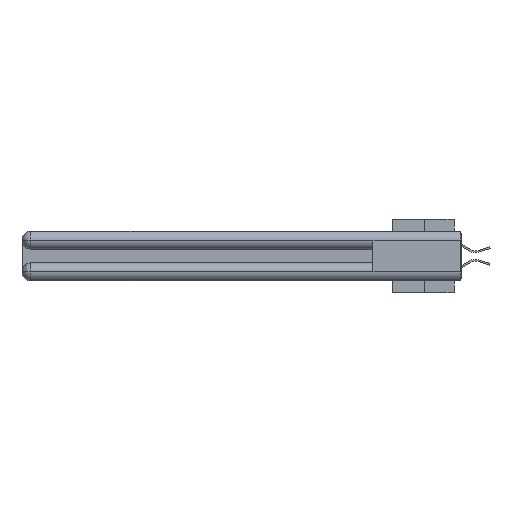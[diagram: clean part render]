
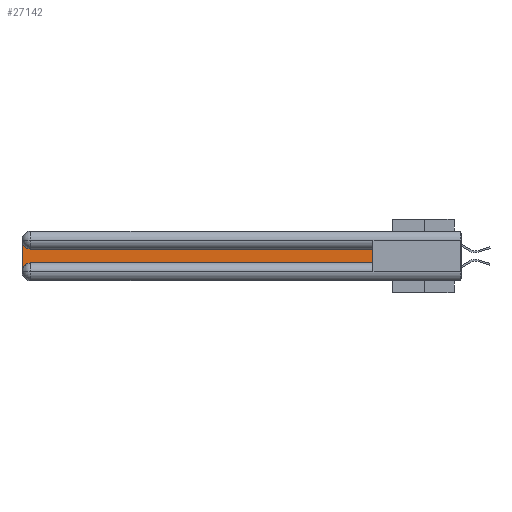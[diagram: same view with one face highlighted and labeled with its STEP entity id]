
A CAD part, left-side view. The second image highlights one B-rep face of the part: STEP entity #27142.
In plain terms, the highlighted planar face has unit normal (-1, 0, 0).
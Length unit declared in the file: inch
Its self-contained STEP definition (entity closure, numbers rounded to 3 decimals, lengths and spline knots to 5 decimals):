
#583 = VERTEX_POINT ( 'NONE', #26675 ) ;
#1322 = CARTESIAN_POINT ( 'NONE',  ( 0.075, 3., -0.0625 ) ) ;
#1942 = ORIENTED_EDGE ( 'NONE', *, *, #33001, .T. ) ;
#1988 = LINE ( 'NONE', #4514, #31092 ) ;
#3642 = CARTESIAN_POINT ( 'NONE',  ( 0.075, 2.94, -0.0625 ) ) ;
#3689 = LINE ( 'NONE', #8569, #17413 ) ;
#4155 = DIRECTION ( 'NONE',  ( 1., 0., 0. ) ) ;
#4279 = CARTESIAN_POINT ( 'NONE',  ( 0.075, 0.6, -0.2175 ) ) ;
#4311 = EDGE_CURVE ( 'NONE', #7799, #9507, #19192, .T. ) ;
#4514 = CARTESIAN_POINT ( 'NONE',  ( 0.075, 0.6, -0.2175 ) ) ;
#4874 = CIRCLE ( 'NONE', #16141, 0.06 ) ;
#5333 = CIRCLE ( 'NONE', #19287, 0.06 ) ;
#6581 = VECTOR ( 'NONE', #14188, 39.37008 ) ;
#7353 = PLANE ( 'NONE',  #28515 ) ;
#7799 = VERTEX_POINT ( 'NONE', #1322 ) ;
#8569 = CARTESIAN_POINT ( 'NONE',  ( 0.075, 0.6, -0.2175 ) ) ;
#8642 = ORIENTED_EDGE ( 'NONE', *, *, #16516, .T. ) ;
#9213 = ORIENTED_EDGE ( 'NONE', *, *, #4311, .T. ) ;
#9507 = VERTEX_POINT ( 'NONE', #30279 ) ;
#9536 = CARTESIAN_POINT ( 'NONE',  ( 0.075, 2.94, -0.2775 ) ) ;
#10050 = DIRECTION ( 'NONE',  ( 1., 0., 0. ) ) ;
#11052 = EDGE_LOOP ( 'NONE', ( #12925, #19065, #9213, #8642, #13341, #1942 ) ) ;
#12220 = FACE_OUTER_BOUND ( 'NONE', #11052, .T. ) ;
#12282 = VERTEX_POINT ( 'NONE', #4279 ) ;
#12375 = DIRECTION ( 'NONE',  ( 0., 0., -1. ) ) ;
#12668 = VECTOR ( 'NONE', #16660, 39.37008 ) ;
#12925 = ORIENTED_EDGE ( 'NONE', *, *, #25419, .T. ) ;
#13341 = ORIENTED_EDGE ( 'NONE', *, *, #14696, .T. ) ;
#13554 = DIRECTION ( 'NONE',  ( 0., 0., -1. ) ) ;
#14188 = DIRECTION ( 'NONE',  ( 0., 1., 0. ) ) ;
#14424 = DIRECTION ( 'NONE',  ( 0., -1., 0. ) ) ;
#14692 = CARTESIAN_POINT ( 'NONE',  ( 0.075, 0.6, -0.1225 ) ) ;
#14696 = EDGE_CURVE ( 'NONE', #19378, #12282, #1988, .T. ) ;
#16141 = AXIS2_PLACEMENT_3D ( 'NONE', #3642, #26170, #13554 ) ;
#16516 = EDGE_CURVE ( 'NONE', #9507, #19378, #5333, .T. ) ;
#16660 = DIRECTION ( 'NONE',  ( 0., 0., -1. ) ) ;
#16892 = LINE ( 'NONE', #14692, #6581 ) ;
#17413 = VECTOR ( 'NONE', #18664, 39.37008 ) ;
#18664 = DIRECTION ( 'NONE',  ( 0., 0., 1. ) ) ;
#19065 = ORIENTED_EDGE ( 'NONE', *, *, #22062, .T. ) ;
#19192 = LINE ( 'NONE', #27085, #12668 ) ;
#19287 = AXIS2_PLACEMENT_3D ( 'NONE', #9536, #4155, #19771 ) ;
#19378 = VERTEX_POINT ( 'NONE', #26228 ) ;
#19771 = DIRECTION ( 'NONE',  ( 0., 0., -1. ) ) ;
#22062 = EDGE_CURVE ( 'NONE', #583, #7799, #4874, .T. ) ;
#22812 = CARTESIAN_POINT ( 'NONE',  ( 0.075, 3., -0.1225 ) ) ;
#24764 = VERTEX_POINT ( 'NONE', #32984 ) ;
#25419 = EDGE_CURVE ( 'NONE', #24764, #583, #16892, .T. ) ;
#26170 = DIRECTION ( 'NONE',  ( 1., 0., 0. ) ) ;
#26228 = CARTESIAN_POINT ( 'NONE',  ( 0.075, 2.94, -0.2175 ) ) ;
#26675 = CARTESIAN_POINT ( 'NONE',  ( 0.075, 2.94, -0.1225 ) ) ;
#27085 = CARTESIAN_POINT ( 'NONE',  ( 0.075, 3., -0.2175 ) ) ;
#27142 = ADVANCED_FACE ( 'NONE', ( #12220 ), #7353, .F. ) ;
#28515 = AXIS2_PLACEMENT_3D ( 'NONE', #22812, #10050, #12375 ) ;
#30279 = CARTESIAN_POINT ( 'NONE',  ( 0.075, 3., -0.2775 ) ) ;
#31092 = VECTOR ( 'NONE', #14424, 39.37008 ) ;
#32984 = CARTESIAN_POINT ( 'NONE',  ( 0.075, 0.6, -0.1225 ) ) ;
#33001 = EDGE_CURVE ( 'NONE', #12282, #24764, #3689, .T. ) ;
